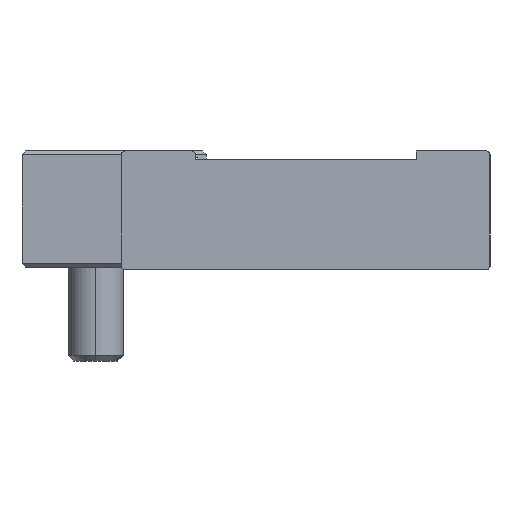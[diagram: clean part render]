
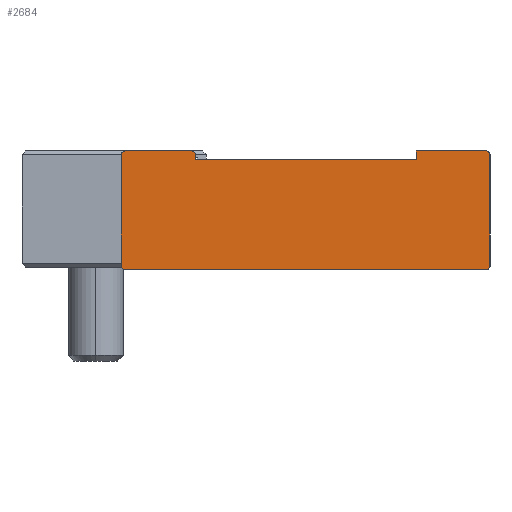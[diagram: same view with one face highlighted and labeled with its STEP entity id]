
A CAD part, left-side view. The second image highlights one B-rep face of the part: STEP entity #2684.
In plain terms, the highlighted planar face has unit normal (-1, 0, 0).
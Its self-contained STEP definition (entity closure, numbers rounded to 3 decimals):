
#959=DIRECTION('',(0.,0.,1.));
#960=VECTOR('',#959,0.25);
#961=CARTESIAN_POINT('',(0.,16.,0.));
#962=LINE('',#961,#960);
#966=DIRECTION('',(0.,-1.,0.));
#967=VECTOR('',#966,12.);
#968=CARTESIAN_POINT('',(0.,16.,0.));
#969=LINE('',#968,#967);
#973=DIRECTION('',(0.,0.,-1.));
#974=VECTOR('',#973,0.45);
#975=CARTESIAN_POINT('',(0.,4.,0.45));
#976=LINE('',#975,#974);
#980=DIRECTION('',(0.,1.,0.));
#981=VECTOR('',#980,3.8);
#982=CARTESIAN_POINT('',(0.,0.2,0.45));
#983=LINE('',#982,#981);
#987=CARTESIAN_POINT('',(0.,0.2,0.25));
#988=DIRECTION('',(-1.,0.,0.));
#989=DIRECTION('',(0.,-1.,0.));
#990=AXIS2_PLACEMENT_3D('',#987,#988,#989);
#995=DIRECTION('',(0.,0.,1.));
#996=VECTOR('',#995,6.05);
#997=CARTESIAN_POINT('',(0.,0.,-5.8));
#998=LINE('',#997,#996);
#1002=CARTESIAN_POINT('',(0.,0.2,-5.8));
#1003=DIRECTION('',(-1.,0.,0.));
#1004=DIRECTION('',(0.,0.,-1.));
#1005=AXIS2_PLACEMENT_3D('',#1002,#1003,#1004);
#1010=DIRECTION('',(0.,-1.,0.));
#1011=VECTOR('',#1010,19.6);
#1012=CARTESIAN_POINT('',(0.,19.8,-6.));
#1013=LINE('',#1012,#1011);
#1017=CARTESIAN_POINT('',(0.,19.8,-5.8));
#1018=DIRECTION('',(-1.,0.,0.));
#1019=DIRECTION('',(0.,1.,0.));
#1020=AXIS2_PLACEMENT_3D('',#1017,#1018,#1019);
#1025=DIRECTION('',(0.,0.,-1.));
#1026=VECTOR('',#1025,6.05);
#1027=CARTESIAN_POINT('',(0.,20.,0.25));
#1028=LINE('',#1027,#1026);
#1032=CARTESIAN_POINT('',(0.,19.8,0.25));
#1033=DIRECTION('',(-1.,0.,0.));
#1034=DIRECTION('',(0.,0.,1.));
#1035=AXIS2_PLACEMENT_3D('',#1032,#1033,#1034);
#1040=DIRECTION('',(0.,1.,0.));
#1041=VECTOR('',#1040,3.6);
#1042=CARTESIAN_POINT('',(0.,16.2,0.45));
#1043=LINE('',#1042,#1041);
#1047=CARTESIAN_POINT('',(0.,16.2,0.25));
#1048=DIRECTION('',(-1.,0.,0.));
#1049=DIRECTION('',(0.,-1.,0.));
#1050=AXIS2_PLACEMENT_3D('',#1047,#1048,#1049);
#1548=CARTESIAN_POINT('',(0.,4.,0.45));
#1550=VERTEX_POINT('',#1548);
#1665=CARTESIAN_POINT('',(0.,4.,0.));
#1667=VERTEX_POINT('',#1665);
#1681=CARTESIAN_POINT('',(0.,16.,0.));
#1683=VERTEX_POINT('',#1681);
#1740=CARTESIAN_POINT('',(0.,0.,0.25));
#1741=VERTEX_POINT('',#1740);
#1742=CARTESIAN_POINT('',(0.,0.2,0.45));
#1743=VERTEX_POINT('',#1742);
#1744=CARTESIAN_POINT('',(0.,16.,0.25));
#1746=VERTEX_POINT('',#1744);
#1748=CARTESIAN_POINT('',(0.,16.2,0.45));
#1750=VERTEX_POINT('',#1748);
#1752=CARTESIAN_POINT('',(0.,19.8,0.45));
#1754=VERTEX_POINT('',#1752);
#1756=CARTESIAN_POINT('',(0.,20.,0.25));
#1758=VERTEX_POINT('',#1756);
#1764=CARTESIAN_POINT('',(0.,0.2,-6.));
#1765=VERTEX_POINT('',#1764);
#1766=CARTESIAN_POINT('',(0.,0.,-5.8));
#1767=VERTEX_POINT('',#1766);
#1768=CARTESIAN_POINT('',(0.,20.,-5.8));
#1770=VERTEX_POINT('',#1768);
#1772=CARTESIAN_POINT('',(0.,19.8,-6.));
#1774=VERTEX_POINT('',#1772);
#2663=CARTESIAN_POINT('',(0.,0.,0.));
#2664=DIRECTION('',(-1.,0.,0.));
#2665=DIRECTION('',(0.,-1.,0.));
#2666=AXIS2_PLACEMENT_3D('',#2663,#2664,#2665);
#2667=PLANE('',#2666);
#2668=ORIENTED_EDGE('',*,*,#2073,.F.);
#2669=ORIENTED_EDGE('',*,*,#1965,.T.);
#2670=ORIENTED_EDGE('',*,*,#2016,.F.);
#2671=ORIENTED_EDGE('',*,*,#2222,.F.);
#2672=ORIENTED_EDGE('',*,*,#2241,.F.);
#2673=ORIENTED_EDGE('',*,*,#2256,.F.);
#2674=ORIENTED_EDGE('',*,*,#2269,.F.);
#2675=ORIENTED_EDGE('',*,*,#2292,.F.);
#2677=ORIENTED_EDGE('',*,*,#2676,.F.);
#2678=ORIENTED_EDGE('',*,*,#2583,.F.);
#2679=ORIENTED_EDGE('',*,*,#2612,.F.);
#2680=ORIENTED_EDGE('',*,*,#2627,.F.);
#2681=ORIENTED_EDGE('',*,*,#2655,.F.);
#2682=EDGE_LOOP('',(#2668,#2669,#2670,#2671,#2672,#2673,#2674,#2675,#2677,#2678,
#2679,#2680,#2681));
#2683=FACE_OUTER_BOUND('',#2682,.F.);
#991=CIRCLE('',#990,0.2);
#1006=CIRCLE('',#1005,0.2);
#1021=CIRCLE('',#1020,0.2);
#1036=CIRCLE('',#1035,0.2);
#1051=CIRCLE('',#1050,0.2);
#1965=EDGE_CURVE('',#1683,#1667,#969,.T.);
#2016=EDGE_CURVE('',#1550,#1667,#976,.T.);
#2073=EDGE_CURVE('',#1683,#1746,#962,.T.);
#2222=EDGE_CURVE('',#1743,#1550,#983,.T.);
#2241=EDGE_CURVE('',#1741,#1743,#991,.T.);
#2256=EDGE_CURVE('',#1767,#1741,#998,.T.);
#2269=EDGE_CURVE('',#1765,#1767,#1006,.T.);
#2292=EDGE_CURVE('',#1774,#1765,#1013,.T.);
#2583=EDGE_CURVE('',#1758,#1770,#1028,.T.);
#2612=EDGE_CURVE('',#1754,#1758,#1036,.T.);
#2627=EDGE_CURVE('',#1750,#1754,#1043,.T.);
#2655=EDGE_CURVE('',#1746,#1750,#1051,.T.);
#2676=EDGE_CURVE('',#1770,#1774,#1021,.T.);
#2684=ADVANCED_FACE('',(#2683),#2667,.T.);
